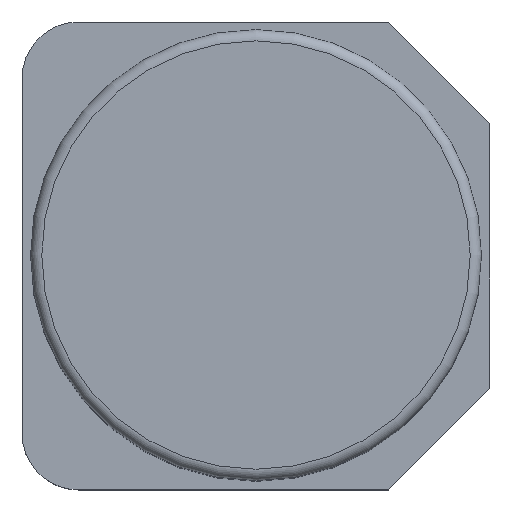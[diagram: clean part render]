
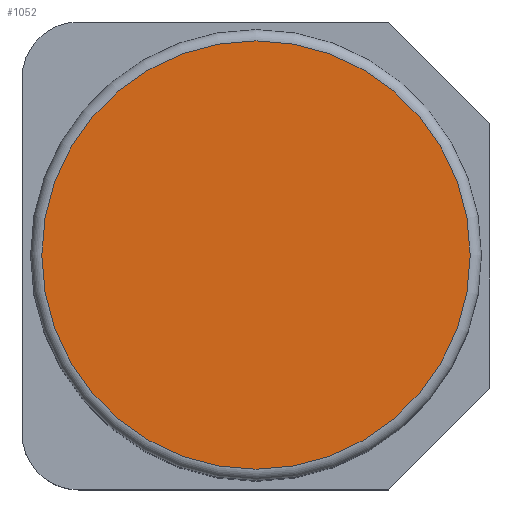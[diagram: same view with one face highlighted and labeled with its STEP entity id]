
A CAD part, top view. The second image highlights one B-rep face of the part: STEP entity #1052.
In plain terms, the highlighted planar face has unit normal (0, 0, 1).
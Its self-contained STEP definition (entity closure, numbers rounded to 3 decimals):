
#1001=CARTESIAN_POINT('',(3.8,0.,8.9));
#1002=VERTEX_POINT('',#1001);
#1003=CARTESIAN_POINT('',(0.0,0.0,8.9));
#1004=DIRECTION('',(0.0,0.0,-1.0));
#1005=DIRECTION('',(-1.0,0.0,0.0));
#1006=AXIS2_PLACEMENT_3D('',#1003,#1004,#1005);
#1007=CIRCLE('',#1006,3.8);
#1008=EDGE_CURVE('',#1002,#1002,#1007,.T.);
#1044=CARTESIAN_POINT('',(0.0,0.0,8.9));
#1045=DIRECTION('',(0.0,0.0,-1.0));
#1046=DIRECTION('',(-1.0,0.0,0.0));
#1047=AXIS2_PLACEMENT_3D('',#1044,#1045,#1046);
#1048=PLANE('',#1047);
#1049=ORIENTED_EDGE('',*,*,#1008,.F.);
#1050=EDGE_LOOP('',(#1049));
#1051=FACE_OUTER_BOUND('',#1050,.T.);
#1052=ADVANCED_FACE('',(#1051),#1048,.F.);
